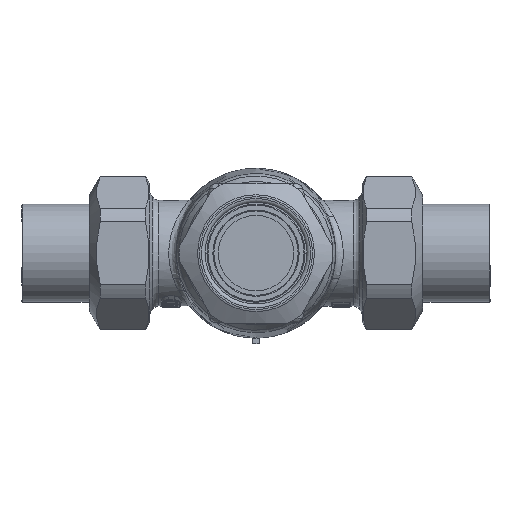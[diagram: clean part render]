
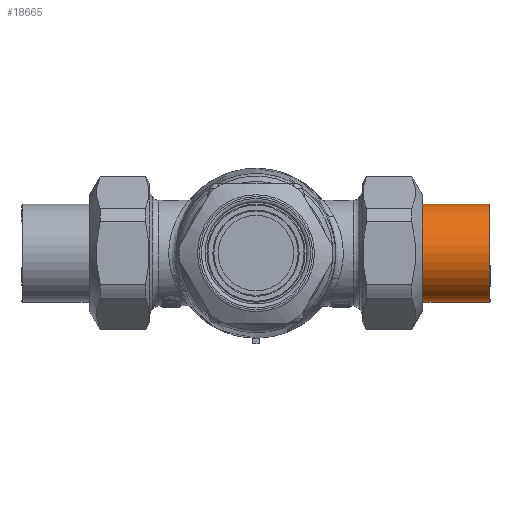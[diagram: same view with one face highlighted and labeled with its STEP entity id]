
A CAD part, front view. The second image highlights one B-rep face of the part: STEP entity #18665.
In plain terms, the highlighted cylindrical face has radius 12.992 mm (diameter 25.984 mm), a full revolution.
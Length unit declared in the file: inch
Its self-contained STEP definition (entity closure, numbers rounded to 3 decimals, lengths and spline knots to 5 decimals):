
#2301=FACE_OUTER_BOUND('',#3513,.T.);
#3513=EDGE_LOOP('',(#16001,#16002,#16003,#16004,#16005));
#4523=CIRCLE('',#20616,0.5115);
#4529=CIRCLE('',#20626,0.5115);
#4530=CIRCLE('',#20627,0.5115);
#5308=LINE('',#84682,#6077);
#6077=VECTOR('',#25155,0.5115);
#8163=VERTEX_POINT('',#84658);
#8169=VERTEX_POINT('',#84676);
#8170=VERTEX_POINT('',#84677);
#10777=EDGE_CURVE('',#8163,#8163,#4523,.T.);
#10785=EDGE_CURVE('',#8169,#8170,#4529,.T.);
#10786=EDGE_CURVE('',#8170,#8169,#4530,.T.);
#10788=EDGE_CURVE('',#8163,#8170,#5308,.T.);
#16001=ORIENTED_EDGE('',*,*,#10777,.F.);
#16002=ORIENTED_EDGE('',*,*,#10788,.T.);
#16003=ORIENTED_EDGE('',*,*,#10785,.F.);
#16004=ORIENTED_EDGE('',*,*,#10786,.F.);
#16005=ORIENTED_EDGE('',*,*,#10788,.F.);
#16459=CYLINDRICAL_SURFACE('',#20628,0.5115);
#18665=ADVANCED_FACE('',(#2301),#16459,.T.);
#20616=AXIS2_PLACEMENT_3D('',#84659,#25126,#25127);
#20626=AXIS2_PLACEMENT_3D('',#84678,#25148,#25149);
#20627=AXIS2_PLACEMENT_3D('',#84679,#25150,#25151);
#20628=AXIS2_PLACEMENT_3D('',#84681,#25153,#25154);
#25126=DIRECTION('center_axis',(0.,-1.,0.));
#25127=DIRECTION('ref_axis',(1.,0.,0.));
#25148=DIRECTION('center_axis',(0.,1.,0.));
#25149=DIRECTION('ref_axis',(-1.,0.,0.));
#25150=DIRECTION('center_axis',(0.,1.,0.));
#25151=DIRECTION('ref_axis',(-1.,0.,0.));
#25153=DIRECTION('center_axis',(0.,-1.,0.));
#25154=DIRECTION('ref_axis',(1.,0.,0.));
#25155=DIRECTION('',(0.,1.,0.));
#84658=CARTESIAN_POINT('',(-0.5115,0.138,0.));
#84659=CARTESIAN_POINT('Origin',(0.,0.138,0.));
#84676=CARTESIAN_POINT('',(0.5115,0.994,0.));
#84677=CARTESIAN_POINT('',(-0.5115,0.994,0.));
#84678=CARTESIAN_POINT('Origin',(0.,0.994,0.));
#84679=CARTESIAN_POINT('Origin',(0.,0.994,0.));
#84681=CARTESIAN_POINT('Origin',(0.,0.571,0.));
#84682=CARTESIAN_POINT('',(-0.5115,0.571,0.));
